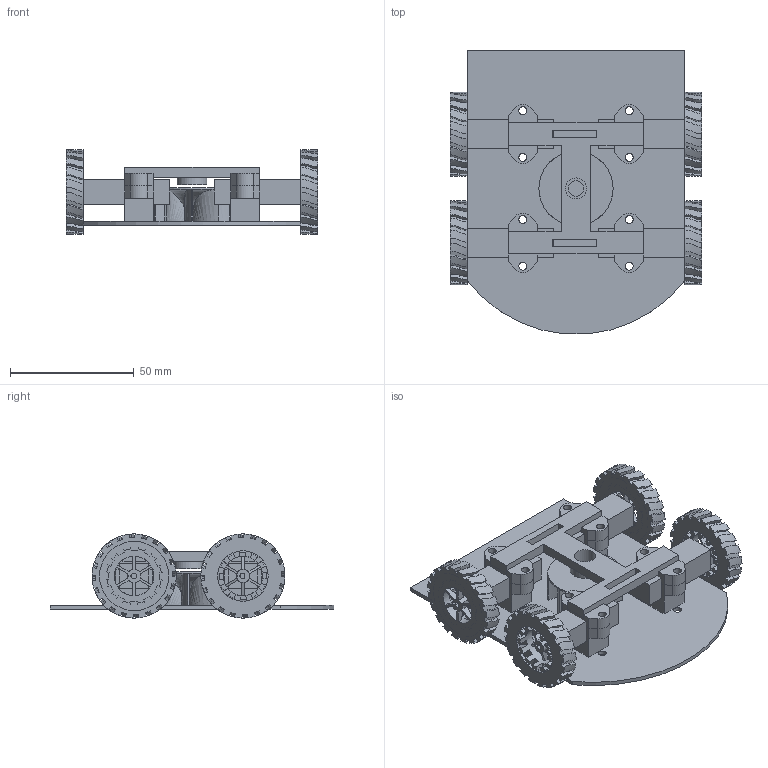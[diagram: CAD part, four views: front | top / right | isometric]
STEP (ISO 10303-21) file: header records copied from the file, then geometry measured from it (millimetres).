
FILE_DESCRIPTION(/* description */ ('STEP AP242','CAx-IF Rec.Pracs.---Representation and Presentation of Product Manufacturing Information (PMI)---4.0---2014-10-13','CAx-IF Rec.Pracs.---3D Tessellated Geometry---0.4---2014-09-14','2;1'),/* implementation_level */ '2;1');
FILE_NAME(/* name */ '66b85f6c7a29a7219cfc752c',/* time_stamp */ '2024-08-11T06:51:26Z',/* author */ (''),/* organization */ (''),/* preprocessor_version */ 'ST-DEVELOPER v20',/* originating_system */ ' ',/* authorisation */ ' ');
FILE_SCHEMA (('AP242_MANAGED_MODEL_BASED_3D_ENGINEERING_MIM_LF { 1 0 10303 442 1 1 4 }'));
Length unit declared in the file: metre
Products named in the file (17): Assembly 1; Motor4; WHEEL; Mount 4_T; Mount 2_T; Impeller; Mount 3_B; Mount 1_T; BasePlate; Motor1; Motor3; Part 14; Mount 2_B; Motor2; Mount 4_B; Part 12; Mount 1_B
Assembly tree (19 placements, depth 2):
  Assembly 1
    Motor4
    WHEEL  x4
    Mount 4_T
    Mount 2_T
    Impeller
    Mount 3_B
    Mount 1_T
    BasePlate
    Motor1
    Motor3
    Part 14
    Mount 2_B
    Motor2
    Mount 4_B
    Part 12
    Mount 1_B
Bounding box: 101.7 x 114.8 x 34 mm (x, y, z)
Volume: 62324.7 mm3; surface area: 64576.4 mm2
Topology: 19 solids, 19 shells, 1458 faces, 4604 edges, 3077 vertices
Faces by surface type: plane 720, cylinder 570, cone 144, bspline 16, torus 8
Full cylindrical faces by diameter (mm): 3.2 x24, 6.2 x1, 8.5 x1, 16.054 x4, 20 x1, 20.399 x4, 26.254 x4, 27.954 x4, 30 x1
Entity records: 19768 total; most frequent: CARTESIAN_POINT 4169, ORIENTED_EDGE 3260, DIRECTION 3050, EDGE_CURVE 1630, VERTEX_POINT 1101, AXIS2_PLACEMENT_3D 1037, LINE 976, VECTOR 976
